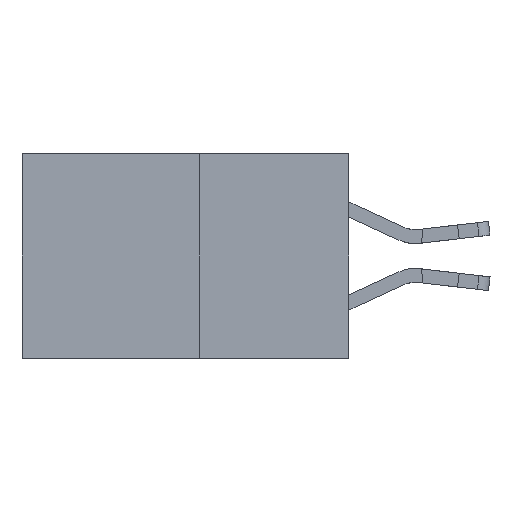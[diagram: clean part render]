
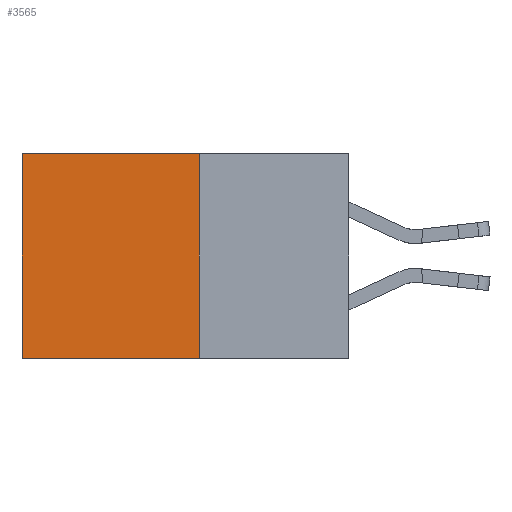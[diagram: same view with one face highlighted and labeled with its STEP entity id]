
A CAD part, left-side view. The second image highlights one B-rep face of the part: STEP entity #3565.
In plain terms, the highlighted planar face has unit normal (-1, 0, 0).
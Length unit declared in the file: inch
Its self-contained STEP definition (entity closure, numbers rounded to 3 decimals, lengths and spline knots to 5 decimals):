
#3423 = LINE ( 'NONE', #9503, #20781 ) ;
#3565 = ADVANCED_FACE ( 'NONE', ( #20922 ), #13045, .F. ) ;
#4456 = CARTESIAN_POINT ( 'NONE',  ( 0.277, 0.27, 0. ) ) ;
#4796 = LINE ( 'NONE', #21192, #17725 ) ;
#5068 = DIRECTION ( 'NONE',  ( 0., 1., 0. ) ) ;
#5236 = VECTOR ( 'NONE', #7201, 39.37008 ) ;
#6025 = CARTESIAN_POINT ( 'NONE',  ( 0.277, 0.27, -0.37 ) ) ;
#7201 = DIRECTION ( 'NONE',  ( 0., 0., -1. ) ) ;
#8401 = ORIENTED_EDGE ( 'NONE', *, *, #11077, .T. ) ;
#9503 = CARTESIAN_POINT ( 'NONE',  ( 0.277, 0.27, 0. ) ) ;
#10565 = CARTESIAN_POINT ( 'NONE',  ( 0.277, 0.59, -0.37 ) ) ;
#10918 = ORIENTED_EDGE ( 'NONE', *, *, #12782, .T. ) ;
#11077 = EDGE_CURVE ( 'NONE', #17495, #19740, #3423, .T. ) ;
#11218 = DIRECTION ( 'NONE',  ( 0., 1., 0. ) ) ;
#11717 = EDGE_LOOP ( 'NONE', ( #10918, #13163, #16970, #8401 ) ) ;
#11947 = DIRECTION ( 'NONE',  ( 1., 0., 0. ) ) ;
#11996 = CARTESIAN_POINT ( 'NONE',  ( 0.277, 0.27, -0.37 ) ) ;
#12164 = DIRECTION ( 'NONE',  ( 0., 0., -1. ) ) ;
#12314 = LINE ( 'NONE', #16878, #21606 ) ;
#12782 = EDGE_CURVE ( 'NONE', #19740, #13965, #14269, .T. ) ;
#12950 = DIRECTION ( 'NONE',  ( 0., 0., -1. ) ) ;
#13045 = PLANE ( 'NONE',  #18058 ) ;
#13163 = ORIENTED_EDGE ( 'NONE', *, *, #15364, .F. ) ;
#13696 = VERTEX_POINT ( 'NONE', #6025 ) ;
#13965 = VERTEX_POINT ( 'NONE', #21584 ) ;
#14269 = LINE ( 'NONE', #10565, #5236 ) ;
#15364 = EDGE_CURVE ( 'NONE', #13696, #13965, #12314, .T. ) ;
#16829 = CARTESIAN_POINT ( 'NONE',  ( 0.277, 0.59, 0. ) ) ;
#16878 = CARTESIAN_POINT ( 'NONE',  ( 0.277, 0.27, -0.37 ) ) ;
#16970 = ORIENTED_EDGE ( 'NONE', *, *, #20518, .F. ) ;
#17495 = VERTEX_POINT ( 'NONE', #4456 ) ;
#17725 = VECTOR ( 'NONE', #12950, 39.37008 ) ;
#18058 = AXIS2_PLACEMENT_3D ( 'NONE', #11996, #11947, #12164 ) ;
#19740 = VERTEX_POINT ( 'NONE', #16829 ) ;
#20518 = EDGE_CURVE ( 'NONE', #17495, #13696, #4796, .T. ) ;
#20781 = VECTOR ( 'NONE', #11218, 39.37008 ) ;
#20922 = FACE_OUTER_BOUND ( 'NONE', #11717, .T. ) ;
#21192 = CARTESIAN_POINT ( 'NONE',  ( 0.277, 0.27, -0.37 ) ) ;
#21584 = CARTESIAN_POINT ( 'NONE',  ( 0.277, 0.59, -0.37 ) ) ;
#21606 = VECTOR ( 'NONE', #5068, 39.37008 ) ;
